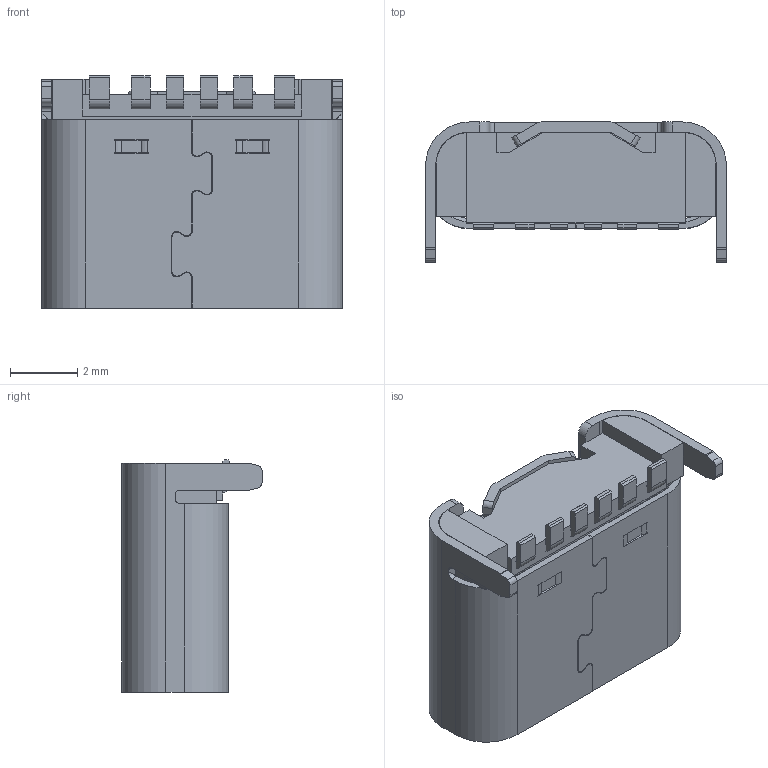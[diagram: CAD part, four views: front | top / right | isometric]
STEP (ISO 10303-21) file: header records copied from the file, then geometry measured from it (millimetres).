
FILE_DESCRIPTION (( 'STEP AP203' ), '1' );
FILE_NAME ('TYPE-C-6PIN啣奻綴謗褐脣6.8L.STEP', '2022-11-22T02:07:18', ( '' ), ( '' ), 'SwSTEP 2.0', 'SolidWorks 2020', '' );
FILE_SCHEMA (( 'CONFIG_CONTROL_DESIGN' ));
Length unit declared in the file: millimetre
Products named in the file (4): 傷赽; SHELL-CABAN; BOTTOM-HOUSING0; TYPE-C-6PIN啣奻綴謗褐脣6.8L
Assembly tree (3 placements, depth 2):
  TYPE-C-6PIN啣奻綴謗褐脣6.8L
    SHELL-CABAN
    傷赽
    BOTTOM-HOUSING0
Bounding box: 8.94 x 4.16 x 6.9 mm (x, y, z)
Volume: 97.2 mm3; surface area: 529.5 mm2
Topology: 8 solids, 8 shells, 630 faces, 1803 edges, 1174 vertices
Faces by surface type: plane 426, cylinder 178, cone 14, bspline 12
Entity records: 21071 total; most frequent: CARTESIAN_POINT 3929, ORIENTED_EDGE 3598, DIRECTION 3385, EDGE_CURVE 1799, VECTOR 1409, LINE 1409, VERTEX_POINT 1174, AXIS2_PLACEMENT_3D 988
